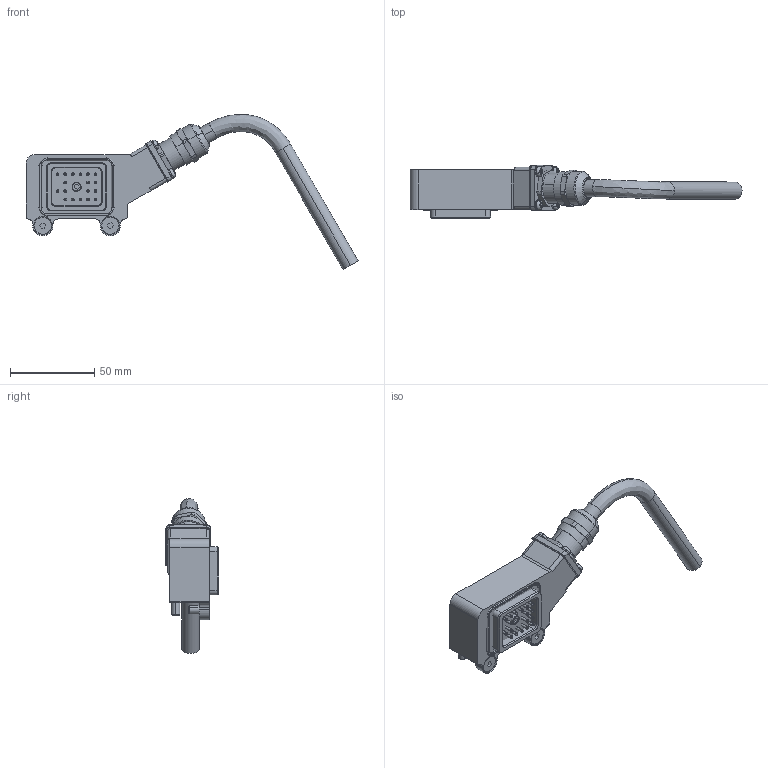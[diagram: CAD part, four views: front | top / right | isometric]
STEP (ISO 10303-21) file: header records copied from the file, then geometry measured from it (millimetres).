
FILE_DESCRIPTION (( 'STEP AP214' ), '1' );
FILE_NAME ('P3324.STEP', '2025-11-20T12:50:02', ( '' ), ( '' ), 'SwSTEP 2.0', 'SolidWorks 2024', '' );
FILE_SCHEMA (( 'AUTOMOTIVE_DESIGN' ));
Length unit declared in the file: millimetre
Products named in the file (1): P3324
Bounding box: 196.87 x 31.7 x 91.93 mm (x, y, z)
Volume: 92860.6 mm3; surface area: 35091.7 mm2
Topology: 34 solids, 34 shells, 1021 faces, 2363 edges, 1423 vertices
Faces by surface type: cylinder 455, plane 208, cone 198, torus 158, bspline 2
Entity records: 36153 total; most frequent: CARTESIAN_POINT 5800, DIRECTION 5514, ORIENTED_EDGE 4630, EDGE_CURVE 2315, AXIS2_PLACEMENT_3D 2313, VERTEX_POINT 1423, CIRCLE 1293, EDGE_LOOP 1188
